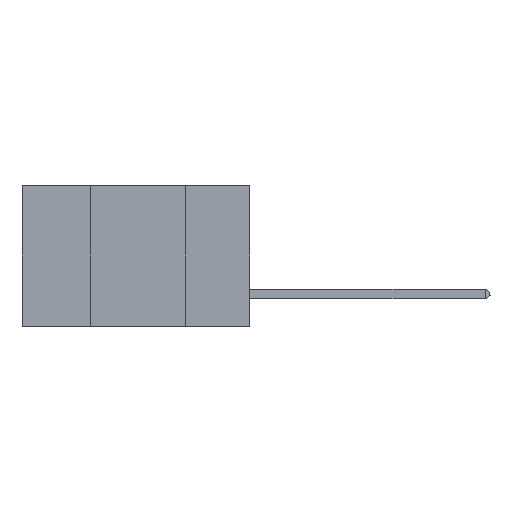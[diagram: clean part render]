
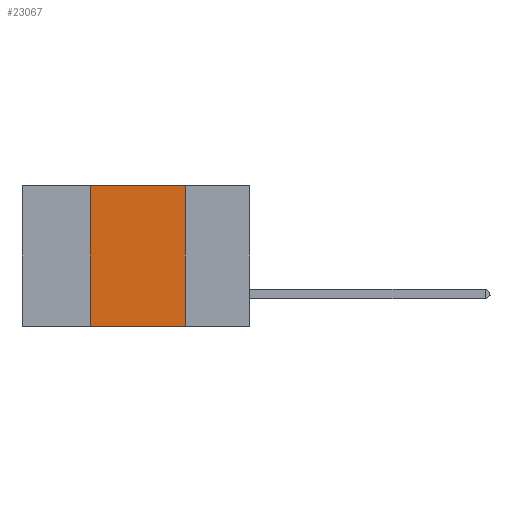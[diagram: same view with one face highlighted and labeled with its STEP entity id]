
A CAD part, left-side view. The second image highlights one B-rep face of the part: STEP entity #23067.
In plain terms, the highlighted planar face has unit normal (-1, 0, 0).
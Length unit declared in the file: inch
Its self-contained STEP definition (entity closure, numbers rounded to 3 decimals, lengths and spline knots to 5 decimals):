
#762 = CARTESIAN_POINT ( 'NONE',  ( 0., 0.6, 0. ) ) ;
#1271 = LINE ( 'NONE', #21044, #21733 ) ;
#1671 = EDGE_CURVE ( 'NONE', #13249, #18761, #5235, .T. ) ;
#1849 = CARTESIAN_POINT ( 'NONE',  ( 0., 0.42, 0. ) ) ;
#1986 = ORIENTED_EDGE ( 'NONE', *, *, #21145, .T. ) ;
#2974 = ORIENTED_EDGE ( 'NONE', *, *, #22935, .F. ) ;
#3055 = DIRECTION ( 'NONE',  ( 0., -1., 0. ) ) ;
#3217 = CARTESIAN_POINT ( 'NONE',  ( 0., 0.6, 0. ) ) ;
#5235 = LINE ( 'NONE', #3217, #20792 ) ;
#5637 = CARTESIAN_POINT ( 'NONE',  ( 0., 0.17, 0. ) ) ;
#5982 = LINE ( 'NONE', #7540, #19867 ) ;
#7540 = CARTESIAN_POINT ( 'NONE',  ( 0., 0.17, 0. ) ) ;
#9182 = CARTESIAN_POINT ( 'NONE',  ( 0., 0.42, 0. ) ) ;
#9931 = DIRECTION ( 'NONE',  ( 0., 0., -1. ) ) ;
#11255 = LINE ( 'NONE', #1849, #13073 ) ;
#11955 = DIRECTION ( 'NONE',  ( 1., 0., 0. ) ) ;
#12019 = CARTESIAN_POINT ( 'NONE',  ( 0., 0.17, -0.37 ) ) ;
#12494 = DIRECTION ( 'NONE',  ( 0., -1., 0. ) ) ;
#13073 = VECTOR ( 'NONE', #21967, 39.37008 ) ;
#13249 = VERTEX_POINT ( 'NONE', #9182 ) ;
#13517 = VERTEX_POINT ( 'NONE', #12019 ) ;
#15147 = DIRECTION ( 'NONE',  ( 0., 0., -1. ) ) ;
#16600 = EDGE_LOOP ( 'NONE', ( #22849, #16812, #2974, #1986 ) ) ;
#16812 = ORIENTED_EDGE ( 'NONE', *, *, #1671, .F. ) ;
#17078 = FACE_OUTER_BOUND ( 'NONE', #16600, .T. ) ;
#18442 = CARTESIAN_POINT ( 'NONE',  ( 0., 0.42, -0.37 ) ) ;
#18761 = VERTEX_POINT ( 'NONE', #5637 ) ;
#19109 = PLANE ( 'NONE',  #22200 ) ;
#19867 = VECTOR ( 'NONE', #15147, 39.37008 ) ;
#20792 = VECTOR ( 'NONE', #12494, 39.37008 ) ;
#20952 = VERTEX_POINT ( 'NONE', #18442 ) ;
#21044 = CARTESIAN_POINT ( 'NONE',  ( 0., 0.6, -0.37 ) ) ;
#21145 = EDGE_CURVE ( 'NONE', #20952, #13517, #1271, .T. ) ;
#21733 = VECTOR ( 'NONE', #3055, 39.37008 ) ;
#21875 = EDGE_CURVE ( 'NONE', #18761, #13517, #5982, .T. ) ;
#21967 = DIRECTION ( 'NONE',  ( 0., 0., 1. ) ) ;
#22200 = AXIS2_PLACEMENT_3D ( 'NONE', #762, #11955, #9931 ) ;
#22849 = ORIENTED_EDGE ( 'NONE', *, *, #21875, .F. ) ;
#22935 = EDGE_CURVE ( 'NONE', #20952, #13249, #11255, .T. ) ;
#23067 = ADVANCED_FACE ( 'NONE', ( #17078 ), #19109, .F. ) ;
